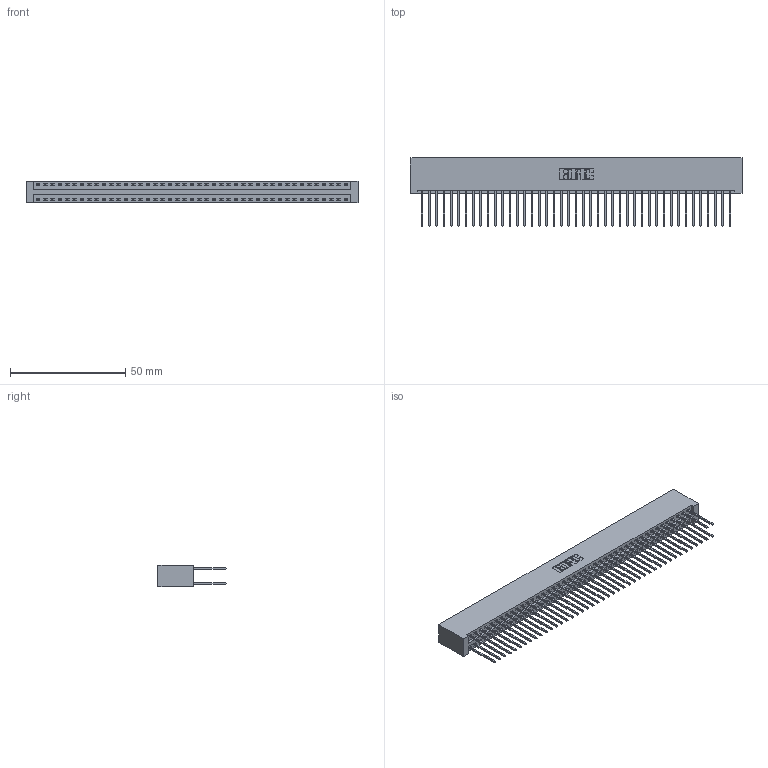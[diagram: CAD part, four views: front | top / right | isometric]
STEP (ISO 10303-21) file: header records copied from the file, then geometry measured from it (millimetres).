
FILE_DESCRIPTION (( 'STEP AP203' ), '1' );
FILE_NAME ('396-086-540-201.STEP', '2019-10-31T00:39:11', ( '' ), ( '' ), 'SwSTEP 2.0', 'SolidWorks 2016', '' );
FILE_SCHEMA (( 'CONFIG_CONTROL_DESIGN' ));
Length unit declared in the file: inch
Products named in the file (3): 345-292-001_345-293-140; 396-086-540-201; 346 Part_No Mounting Lugs
Assembly tree (87 placements, depth 2):
  396-086-540-201
    346 Part_No Mounting Lugs
    345-292-001_345-293-140  x86
Bounding box: 143.76 x 29.46 x 9.4 mm (x, y, z)
Volume: 14925.9 mm3; surface area: 22237.6 mm2
Topology: 87 solids, 87 shells, 4586 faces, 13635 edges, 8974 vertices
Faces by surface type: plane 3082, cylinder 1504
Entity records: 27669 total; most frequent: CARTESIAN_POINT 4556, ORIENTED_EDGE 4490, DIRECTION 4061, EDGE_CURVE 2245, LINE 1949, VECTOR 1949, VERTEX_POINT 1494, AXIS2_PLACEMENT_3D 1056
